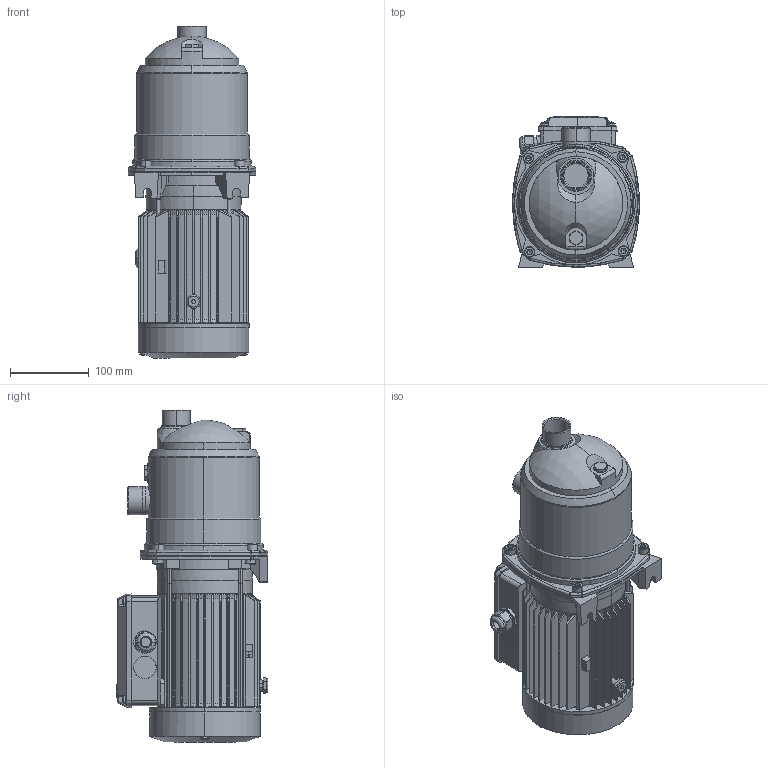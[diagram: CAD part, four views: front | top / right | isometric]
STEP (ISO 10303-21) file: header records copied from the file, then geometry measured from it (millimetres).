
FILE_DESCRIPTION (( 'STEP AP214' ), '1' );
FILE_NAME ('4_93_574_03_REV00.step', '2022-07-28T13:27:10', ( '' ), ( '' ), 'SwSTEP 2.0', 'SolidWorks 2020', '' );
FILE_SCHEMA (( 'AUTOMOTIVE_DESIGN' ));
Length unit declared in the file: millimetre
Products named in the file (2): 4_93_574_03_REV00; Copia di 4_93_574_03_REV00^4_93_574_03_REV00
Assembly tree (1 placements, depth 2):
  4_93_574_03_REV00
    Copia di 4_93_574_03_REV00^4_93_574_03_REV00
Bounding box: 161 x 191.72 x 420.5 mm (x, y, z)
Volume: 6263173.3 mm3; surface area: 492322.7 mm2
Topology: 13 solids, 13 shells, 2449 faces, 6743 edges, 4409 vertices
Faces by surface type: bspline 1139, plane 713, cylinder 317, cone 238, torus 26, sphere 16
Entity records: 87343 total; most frequent: CARTESIAN_POINT 31124, ORIENTED_EDGE 13438, DIRECTION 8518, EDGE_CURVE 6719, VERTEX_POINT 4409, VECTOR 3970, LINE 3970, EDGE_LOOP 2582
